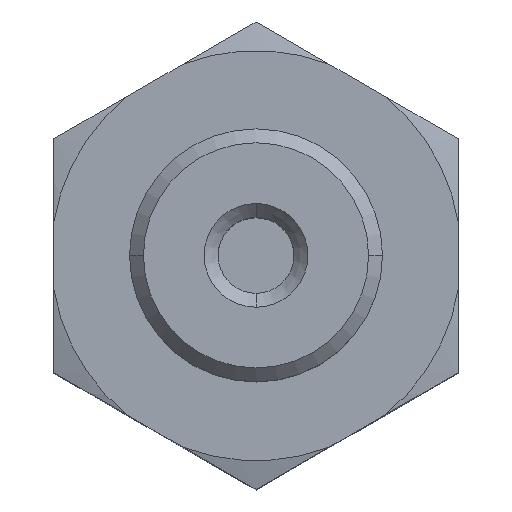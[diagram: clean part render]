
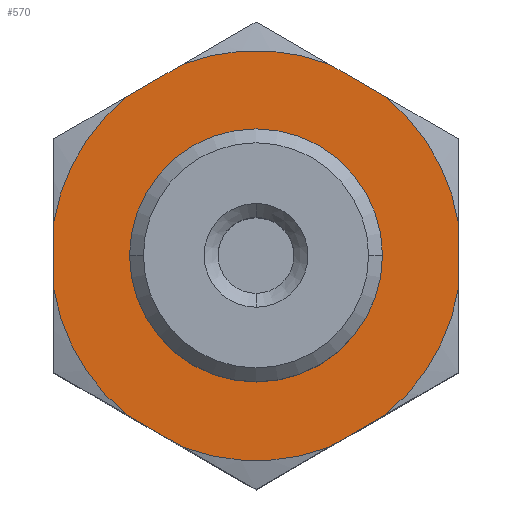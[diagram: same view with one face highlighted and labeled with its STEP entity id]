
A CAD part, top view. The second image highlights one B-rep face of the part: STEP entity #570.
In plain terms, the highlighted planar face has unit normal (0, 0, 1).
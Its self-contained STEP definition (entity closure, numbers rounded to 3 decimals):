
#22=FACE_BOUND('',#183,.F.);
#33=PLANE('',#1236);
#113=FACE_OUTER_BOUND('',#184,.F.);
#183=EDGE_LOOP('',(#386,#387));
#184=EDGE_LOOP('',(#388,#389,#390,#391,#392,#393,#394,#395,#396,#397,#398,
#399));
#386=ORIENTED_EDGE('',*,*,#949,.T.);
#387=ORIENTED_EDGE('',*,*,#948,.T.);
#388=ORIENTED_EDGE('',*,*,#942,.T.);
#389=ORIENTED_EDGE('',*,*,#921,.F.);
#390=ORIENTED_EDGE('',*,*,#943,.T.);
#391=ORIENTED_EDGE('',*,*,#925,.F.);
#392=ORIENTED_EDGE('',*,*,#944,.T.);
#393=ORIENTED_EDGE('',*,*,#928,.F.);
#394=ORIENTED_EDGE('',*,*,#945,.T.);
#395=ORIENTED_EDGE('',*,*,#931,.F.);
#396=ORIENTED_EDGE('',*,*,#946,.T.);
#397=ORIENTED_EDGE('',*,*,#934,.F.);
#398=ORIENTED_EDGE('',*,*,#947,.T.);
#399=ORIENTED_EDGE('',*,*,#936,.F.);
#570=ADVANCED_FACE('',(#22,#113),#33,.T.);
#648=CIRCLE('',#1166,8.104);
#649=CIRCLE('',#1167,8.104);
#650=CIRCLE('',#1168,8.104);
#651=CIRCLE('',#1169,8.104);
#652=CIRCLE('',#1170,8.104);
#653=CIRCLE('',#1171,8.104);
#654=CIRCLE('',#1172,4.85);
#655=CIRCLE('',#1173,4.85);
#726=LINE('',#1871,#798);
#727=LINE('',#1872,#799);
#728=LINE('',#1873,#800);
#729=LINE('',#1874,#801);
#730=LINE('',#1875,#802);
#731=LINE('',#1876,#803);
#798=VECTOR('',#1379,2.586);
#799=VECTOR('',#1380,2.586);
#800=VECTOR('',#1381,2.586);
#801=VECTOR('',#1382,2.586);
#802=VECTOR('',#1383,2.586);
#803=VECTOR('',#1384,2.586);
#921=EDGE_CURVE('',#1067,#1066,#648,.T.);
#925=EDGE_CURVE('',#1063,#1062,#649,.T.);
#928=EDGE_CURVE('',#1060,#1059,#650,.T.);
#931=EDGE_CURVE('',#1057,#1056,#651,.T.);
#934=EDGE_CURVE('',#1054,#1053,#652,.T.);
#936=EDGE_CURVE('',#1052,#1051,#653,.T.);
#942=EDGE_CURVE('',#1052,#1066,#726,.T.);
#943=EDGE_CURVE('',#1067,#1062,#727,.T.);
#944=EDGE_CURVE('',#1063,#1059,#728,.T.);
#945=EDGE_CURVE('',#1060,#1056,#729,.T.);
#946=EDGE_CURVE('',#1057,#1053,#730,.T.);
#947=EDGE_CURVE('',#1054,#1051,#731,.T.);
#948=EDGE_CURVE('',#1047,#1046,#654,.T.);
#949=EDGE_CURVE('',#1046,#1047,#655,.T.);
#1046=VERTEX_POINT('',#1648);
#1047=VERTEX_POINT('',#1649);
#1051=VERTEX_POINT('',#1653);
#1052=VERTEX_POINT('',#1654);
#1053=VERTEX_POINT('',#1655);
#1054=VERTEX_POINT('',#1656);
#1056=VERTEX_POINT('',#1658);
#1057=VERTEX_POINT('',#1659);
#1059=VERTEX_POINT('',#1661);
#1060=VERTEX_POINT('',#1662);
#1062=VERTEX_POINT('',#1664);
#1063=VERTEX_POINT('',#1665);
#1066=VERTEX_POINT('',#1668);
#1067=VERTEX_POINT('',#1669);
#1166=AXIS2_PLACEMENT_3D('',#1797,#1365,#1366);
#1167=AXIS2_PLACEMENT_3D('',#1813,#1367,#1368);
#1168=AXIS2_PLACEMENT_3D('',#1824,#1369,#1370);
#1169=AXIS2_PLACEMENT_3D('',#1835,#1371,#1372);
#1170=AXIS2_PLACEMENT_3D('',#1846,#1373,#1374);
#1171=AXIS2_PLACEMENT_3D('',#1852,#1375,#1376);
#1172=AXIS2_PLACEMENT_3D('',#1877,#1385,#1386);
#1173=AXIS2_PLACEMENT_3D('',#1878,#1387,#1388);
#1236=AXIS2_PLACEMENT_3D('',#2005,#1539,#1540);
#1365=DIRECTION('',(0.,0.,1.));
#1366=DIRECTION('',(0.355,0.935,0.));
#1367=DIRECTION('',(0.,0.,1.));
#1368=DIRECTION('',(0.987,0.16,0.));
#1369=DIRECTION('',(0.,0.,1.));
#1370=DIRECTION('',(0.632,-0.775,0.));
#1371=DIRECTION('',(0.,0.,1.));
#1372=DIRECTION('',(-0.355,-0.935,0.));
#1373=DIRECTION('',(0.,0.,1.));
#1374=DIRECTION('',(-0.987,-0.16,0.));
#1375=DIRECTION('',(0.,0.,1.));
#1376=DIRECTION('',(-0.632,0.775,0.));
#1379=DIRECTION('',(0.866,0.5,0.));
#1380=DIRECTION('',(0.866,-0.5,0.));
#1381=DIRECTION('',(0.,-1.,0.));
#1382=DIRECTION('',(-0.866,-0.5,0.));
#1383=DIRECTION('',(-0.866,0.5,0.));
#1384=DIRECTION('',(0.,1.,0.));
#1385=DIRECTION('',(0.,0.,1.));
#1386=DIRECTION('',(0.,-1.,0.));
#1387=DIRECTION('',(0.,0.,1.));
#1388=DIRECTION('',(0.,1.,0.));
#1539=DIRECTION('',(0.,0.,1.));
#1540=DIRECTION('',(-1.,0.,0.));
#1648=CARTESIAN_POINT('',(0.,4.85,15.));
#1649=CARTESIAN_POINT('',(0.,-4.85,15.));
#1653=CARTESIAN_POINT('',(-8.,1.293,15.));
#1654=CARTESIAN_POINT('',(-5.12,6.282,15.));
#1655=CARTESIAN_POINT('',(-5.12,-6.282,15.));
#1656=CARTESIAN_POINT('',(-8.,-1.293,15.));
#1658=CARTESIAN_POINT('',(2.88,-7.575,15.));
#1659=CARTESIAN_POINT('',(-2.88,-7.575,15.));
#1661=CARTESIAN_POINT('',(8.,-1.293,15.));
#1662=CARTESIAN_POINT('',(5.12,-6.282,15.));
#1664=CARTESIAN_POINT('',(5.12,6.282,15.));
#1665=CARTESIAN_POINT('',(8.,1.293,15.));
#1668=CARTESIAN_POINT('',(-2.88,7.575,15.));
#1669=CARTESIAN_POINT('',(2.88,7.575,15.));
#1797=CARTESIAN_POINT('',(0.,0.,15.));
#1813=CARTESIAN_POINT('',(0.,0.,15.));
#1824=CARTESIAN_POINT('',(0.,0.,15.));
#1835=CARTESIAN_POINT('',(0.,0.,15.));
#1846=CARTESIAN_POINT('',(0.,0.,15.));
#1852=CARTESIAN_POINT('',(0.,0.,15.));
#1871=CARTESIAN_POINT('',(-5.12,6.282,15.));
#1872=CARTESIAN_POINT('',(2.88,7.575,15.));
#1873=CARTESIAN_POINT('',(8.,1.293,15.));
#1874=CARTESIAN_POINT('',(5.12,-6.282,15.));
#1875=CARTESIAN_POINT('',(-2.88,-7.575,15.));
#1876=CARTESIAN_POINT('',(-8.,-1.293,15.));
#1877=CARTESIAN_POINT('',(0.,0.,15.));
#1878=CARTESIAN_POINT('',(0.,0.,15.));
#2005=CARTESIAN_POINT('',(8.81,8.914,15.));
